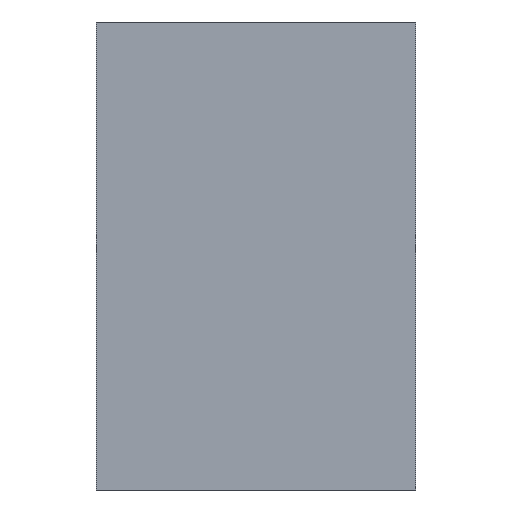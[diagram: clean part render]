
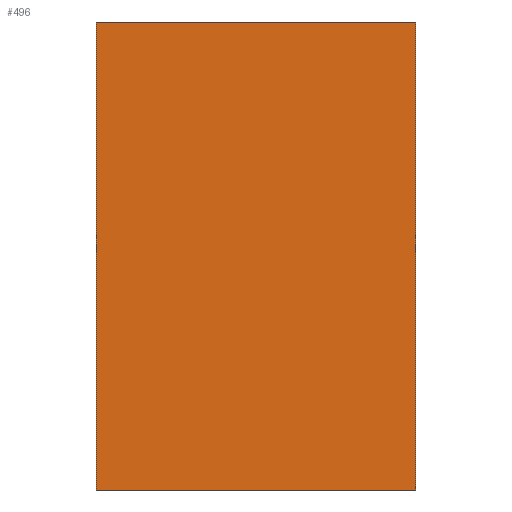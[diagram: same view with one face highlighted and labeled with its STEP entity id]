
A CAD part, left-side view. The second image highlights one B-rep face of the part: STEP entity #496.
In plain terms, the highlighted planar face has unit normal (-1, 0, 0).
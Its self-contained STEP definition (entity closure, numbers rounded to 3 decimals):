
#82=FACE_OUTER_BOUND('',#120,.T.);
#120=EDGE_LOOP('',(#435,#436,#437,#438));
#125=LINE('',#700,#171);
#129=LINE('',#708,#175);
#147=LINE('',#769,#193);
#169=LINE('',#828,#215);
#171=VECTOR('',#562,10.);
#175=VECTOR('',#568,10.);
#193=VECTOR('',#630,10.);
#215=VECTOR('',#690,10.);
#217=VERTEX_POINT('',#698);
#218=VERTEX_POINT('',#699);
#221=VERTEX_POINT('',#707);
#242=VERTEX_POINT('',#768);
#261=EDGE_CURVE('',#217,#218,#125,.T.);
#265=EDGE_CURVE('',#218,#221,#129,.T.);
#295=EDGE_CURVE('',#221,#242,#147,.T.);
#325=EDGE_CURVE('',#242,#217,#169,.T.);
#435=ORIENTED_EDGE('',*,*,#261,.F.);
#436=ORIENTED_EDGE('',*,*,#325,.F.);
#437=ORIENTED_EDGE('',*,*,#295,.F.);
#438=ORIENTED_EDGE('',*,*,#265,.F.);
#471=PLANE('',#555);
#496=ADVANCED_FACE('',(#82),#471,.T.);
#555=AXIS2_PLACEMENT_3D('',#827,#688,#689);
#562=DIRECTION('',(0.,-1.,0.));
#568=DIRECTION('',(0.,0.,-1.));
#630=DIRECTION('',(0.,1.,0.));
#688=DIRECTION('center_axis',(-1.,0.,0.));
#689=DIRECTION('ref_axis',(0.,0.,1.));
#690=DIRECTION('',(0.,0.,1.));
#698=CARTESIAN_POINT('',(-1695.,1576.,20.));
#699=CARTESIAN_POINT('',(-1695.,1535.,20.));
#700=CARTESIAN_POINT('',(-1695.,1537.,20.));
#707=CARTESIAN_POINT('',(-1695.,1535.,-40.));
#708=CARTESIAN_POINT('',(-1695.,1535.,-22.5));
#768=CARTESIAN_POINT('',(-1695.,1576.,-40.));
#769=CARTESIAN_POINT('',(-1695.,1536.,-40.));
#827=CARTESIAN_POINT('Origin',(-1695.,1536.,-40.));
#828=CARTESIAN_POINT('',(-1695.,1576.,-40.));
